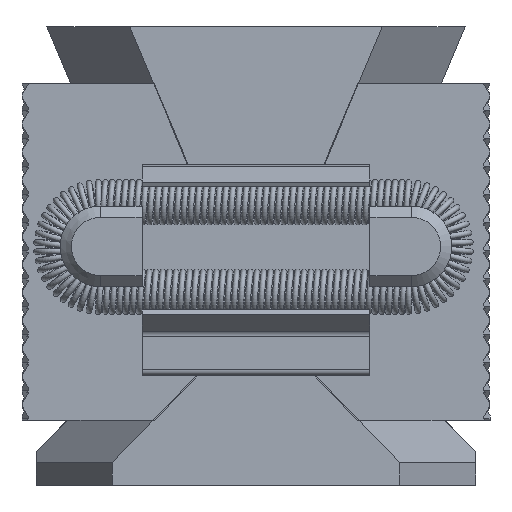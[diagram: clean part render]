
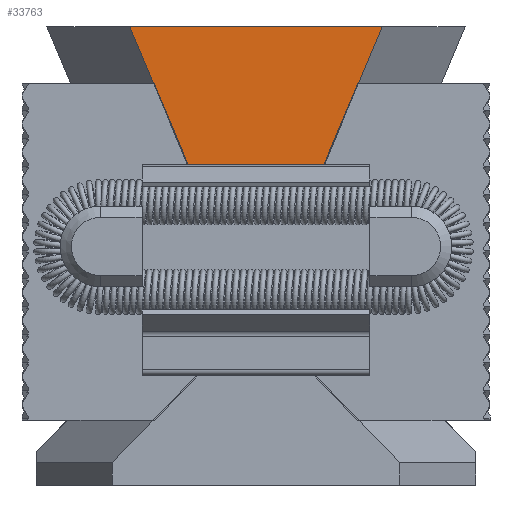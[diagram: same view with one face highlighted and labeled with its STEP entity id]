
A CAD part, front view. The second image highlights one B-rep face of the part: STEP entity #33763.
In plain terms, the highlighted planar face has unit normal (0, -1, 0).
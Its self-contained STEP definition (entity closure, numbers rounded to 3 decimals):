
#33145=CARTESIAN_POINT('',(7.39,0.,16.7));
#33146=VERTEX_POINT('',#33145);
#33153=CARTESIAN_POINT('',(29.91,0.0,16.7));
#33154=VERTEX_POINT('',#33153);
#33155=CARTESIAN_POINT('',(29.91,0.0,16.7));
#33156=DIRECTION('',(-1.0,0.0,0.0));
#33157=VECTOR('',#33156,22.52);
#33158=LINE('',#33155,#33157);
#33159=EDGE_CURVE('',#33154,#33146,#33158,.T.);
#33579=CARTESIAN_POINT('',(22.891,0.0,0.0));
#33580=VERTEX_POINT('',#33579);
#33587=CARTESIAN_POINT('',(14.409,0.0,0.0));
#33588=VERTEX_POINT('',#33587);
#33589=CARTESIAN_POINT('',(14.409,0.0,0.0));
#33590=DIRECTION('',(1.0,0.0,0.0));
#33591=VECTOR('',#33590,8.483);
#33592=LINE('',#33589,#33591);
#33593=EDGE_CURVE('',#33588,#33580,#33592,.T.);
#33656=CARTESIAN_POINT('',(29.91,0.0,16.7));
#33657=DIRECTION('',(-0.387,0.0,-0.922));
#33658=VECTOR('',#33657,18.115);
#33659=LINE('',#33656,#33658);
#33660=EDGE_CURVE('',#33154,#33580,#33659,.T.);
#33680=CARTESIAN_POINT('',(14.409,0.0,0.));
#33681=DIRECTION('',(-0.387,0.0,0.922));
#33682=VECTOR('',#33681,18.115);
#33683=LINE('',#33680,#33682);
#33684=EDGE_CURVE('',#33588,#33146,#33683,.T.);
#33752=CARTESIAN_POINT('',(37.3,0.0,0.0));
#33753=DIRECTION('',(0.0,-1.0,0.0));
#33754=DIRECTION('',(0.0,0.0,-1.0));
#33755=AXIS2_PLACEMENT_3D('',#33752,#33753,#33754);
#33756=PLANE('',#33755);
#33757=ORIENTED_EDGE('',*,*,#33660,.F.);
#33758=ORIENTED_EDGE('',*,*,#33159,.T.);
#33759=ORIENTED_EDGE('',*,*,#33684,.F.);
#33760=ORIENTED_EDGE('',*,*,#33593,.T.);
#33761=EDGE_LOOP('',(#33757,#33758,#33759,#33760));
#33762=FACE_OUTER_BOUND('',#33761,.T.);
#33763=ADVANCED_FACE('',(#33762),#33756,.T.);
